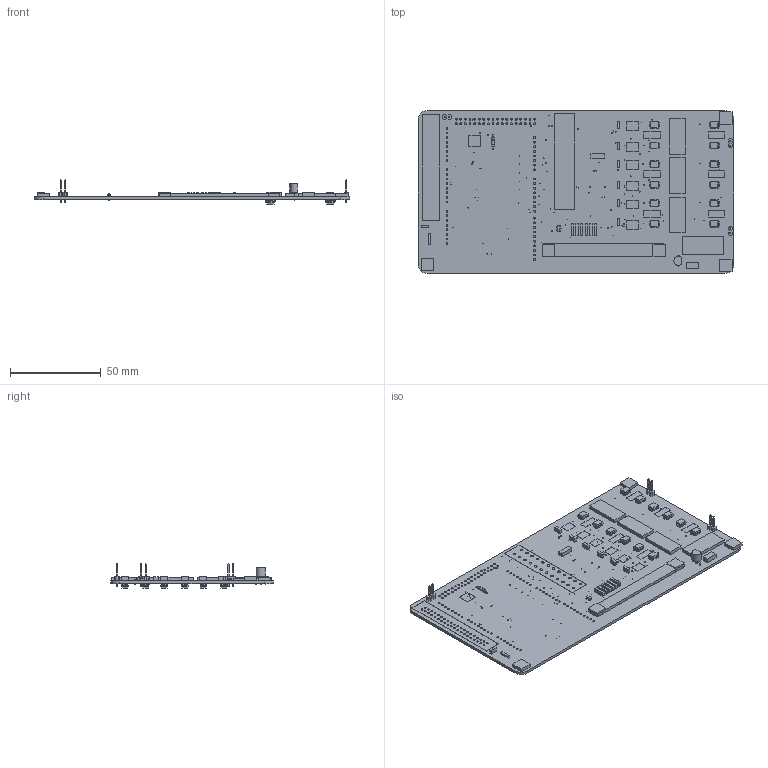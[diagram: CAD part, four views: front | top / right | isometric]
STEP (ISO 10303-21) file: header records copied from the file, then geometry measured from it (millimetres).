
FILE_DESCRIPTION(/* description */ (''),/* implementation_level */ '2;1');
FILE_NAME(/* name */ 'matherBoard v1.step',/* time_stamp */ '2019-03-05T10:56:36+01:00',/* author */ ('Emanuele Alfano'),/* organization */ (''),/* preprocessor_version */ 'ST-DEVELOPER v17.2',/* originating_system */ 'Autodesk Translation Framework v7.6.0.251',/* authorisation */ '');
FILE_SCHEMA (('AUTOMOTIVE_DESIGN { 1 0 10303 214 3 1 1 }'));
Length unit declared in the file: millimetre
Products named in the file (25): matherBoard; PCB Component; Board; 1mF; 39; F50VP; W237-102; MEGA_ARDUINONO-HOLE; ES2D; L298; ACS712-LC; 1n; RASPI_GPIO_B+_BOX; RP530006; TXB0108PWR; TO92-CBE; 2410-BOX; 4.7K; MOUNT-HOLE3.0; MOUNT-HOLE3.3; ATX_MOLEX-CON24PIN; GND-GNDA1,27MM; 5k; 2.5V; 1X02
Assembly tree (75 placements, depth 3):
  matherBoard
    PCB Component
      Board
      1mF
      39  x6
      F50VP
      W237-102
      MEGA_ARDUINONO-HOLE
      ES2D  x24
      L298  x3
      ACS712-LC  x6
      1n  x7
      RASPI_GPIO_B+_BOX
      RP530006
      TXB0108PWR
      TO92-CBE
      2410-BOX  x6
      4.7K
      MOUNT-HOLE3.0  x3
      MOUNT-HOLE3.3  x2
      ATX_MOLEX-CON24PIN
      GND-GNDA1,27MM
      5k
      2.5V
      1X02  x3
Bounding box: 173.97 x 89.84 x 13.31 mm (x, y, z)
Volume: 28637.3 mm3; surface area: 51644.2 mm2
Topology: 74 solids, 74 shells, 1924 faces, 5170 edges, 3363 vertices
Faces by surface type: plane 1262, cylinder 654, torus 8
Full cylindrical faces by diameter (mm): 0.305 x13, 0.35 x121, 0.5 x4, 0.61 x3, 0.813 x31, 1 x40, 1.016 x144, 1.194 x2, 1.2 x45, 1.3 x4, 1.4 x24, 1.52 x1, 1.6 x2, 3 x3
Entity records: 27578 total; most frequent: DIRECTION 4699, CARTESIAN_POINT 4229, ORIENTED_EDGE 4076, EDGE_CURVE 2038, AXIS2_PLACEMENT_3D 1817, EDGE_LOOP 1619, VERTEX_POINT 1347, LINE 1065
